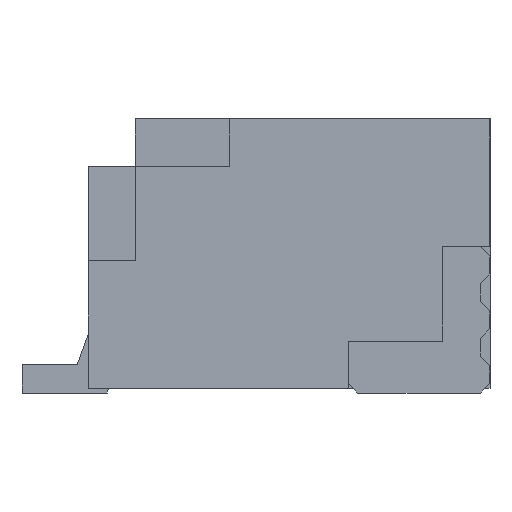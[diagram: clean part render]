
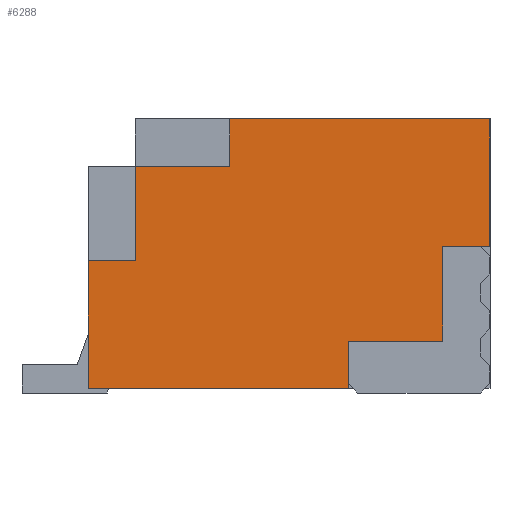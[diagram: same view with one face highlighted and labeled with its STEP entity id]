
A CAD part, left-side view. The second image highlights one B-rep face of the part: STEP entity #6288.
In plain terms, the highlighted planar face has unit normal (-1, 0, 0).
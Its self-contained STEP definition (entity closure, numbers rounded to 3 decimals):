
#236=FACE_OUTER_BOUND('',#569,.T.);
#569=EDGE_LOOP('',(#4937,#4938,#4939,#4940,#4941,#4942,#4943,#4944,#4945,
#4946,#4947,#4948));
#1127=LINE('',#9109,#1987);
#1157=LINE('',#9169,#2017);
#1207=LINE('',#9271,#2067);
#1212=LINE('',#9280,#2072);
#1214=LINE('',#9284,#2074);
#1215=LINE('',#9287,#2075);
#1218=LINE('',#9293,#2078);
#1222=LINE('',#9301,#2082);
#1225=LINE('',#9307,#2085);
#1235=LINE('',#9325,#2095);
#1270=LINE('',#9395,#2130);
#1271=LINE('',#9397,#2131);
#1987=VECTOR('',#7481,2.75);
#2017=VECTOR('',#7527,1.35);
#2067=VECTOR('',#7609,0.5);
#2072=VECTOR('',#7616,1.);
#2074=VECTOR('',#7620,1.);
#2075=VECTOR('',#7623,0.5);
#2078=VECTOR('',#7628,1.);
#2082=VECTOR('',#7636,1.);
#2085=VECTOR('',#7641,0.5);
#2095=VECTOR('',#7659,0.5);
#2130=VECTOR('',#7698,1.35);
#2131=VECTOR('',#7701,2.75);
#2706=VERTEX_POINT('',#9106);
#2707=VERTEX_POINT('',#9108);
#2724=VERTEX_POINT('',#9157);
#2764=VERTEX_POINT('',#9268);
#2765=VERTEX_POINT('',#9270);
#2768=VERTEX_POINT('',#9278);
#2769=VERTEX_POINT('',#9282);
#2770=VERTEX_POINT('',#9286);
#2772=VERTEX_POINT('',#9292);
#2774=VERTEX_POINT('',#9300);
#2776=VERTEX_POINT('',#9306);
#2813=VERTEX_POINT('',#9393);
#3421=EDGE_CURVE('',#2707,#2706,#1127,.T.);
#3451=EDGE_CURVE('',#2724,#2707,#1157,.T.);
#3501=EDGE_CURVE('',#2765,#2764,#1207,.T.);
#3506=EDGE_CURVE('',#2764,#2768,#1212,.T.);
#3508=EDGE_CURVE('',#2768,#2769,#1214,.T.);
#3509=EDGE_CURVE('',#2706,#2770,#1215,.T.);
#3512=EDGE_CURVE('',#2770,#2772,#1218,.T.);
#3516=EDGE_CURVE('',#2772,#2774,#1222,.T.);
#3519=EDGE_CURVE('',#2774,#2776,#1225,.T.);
#3529=EDGE_CURVE('',#2769,#2724,#1235,.T.);
#3564=EDGE_CURVE('',#2776,#2813,#1270,.T.);
#3565=EDGE_CURVE('',#2813,#2765,#1271,.T.);
#4937=ORIENTED_EDGE('',*,*,#3509,.T.);
#4938=ORIENTED_EDGE('',*,*,#3512,.T.);
#4939=ORIENTED_EDGE('',*,*,#3516,.T.);
#4940=ORIENTED_EDGE('',*,*,#3519,.T.);
#4941=ORIENTED_EDGE('',*,*,#3564,.T.);
#4942=ORIENTED_EDGE('',*,*,#3565,.T.);
#4943=ORIENTED_EDGE('',*,*,#3501,.T.);
#4944=ORIENTED_EDGE('',*,*,#3506,.T.);
#4945=ORIENTED_EDGE('',*,*,#3508,.T.);
#4946=ORIENTED_EDGE('',*,*,#3529,.T.);
#4947=ORIENTED_EDGE('',*,*,#3451,.T.);
#4948=ORIENTED_EDGE('',*,*,#3421,.T.);
#5769=PLANE('',#6608);
#6288=ADVANCED_FACE('',(#236),#5769,.T.);
#6608=AXIS2_PLACEMENT_3D('',#9396,#7699,#7700);
#7481=DIRECTION('',(0.,1.,0.));
#7527=DIRECTION('',(0.,0.,1.));
#7609=DIRECTION('',(0.,0.,1.));
#7616=DIRECTION('',(0.,-1.,0.));
#7620=DIRECTION('',(0.,0.,1.));
#7623=DIRECTION('',(0.,0.,-1.));
#7628=DIRECTION('',(0.,1.,0.));
#7636=DIRECTION('',(0.,0.,-1.));
#7641=DIRECTION('',(0.,1.,0.));
#7659=DIRECTION('',(0.,-1.,0.));
#7698=DIRECTION('',(0.,0.,-1.));
#7699=DIRECTION('center_axis',(-1.,0.,0.));
#7700=DIRECTION('ref_axis',(0.,0.,1.));
#7701=DIRECTION('',(0.,-1.,0.));
#9106=CARTESIAN_POINT('',(-4.5,-1.5,2.9));
#9108=CARTESIAN_POINT('',(-4.5,-4.25,2.9));
#9109=CARTESIAN_POINT('',(-4.5,-4.25,2.9));
#9157=CARTESIAN_POINT('',(-4.5,-4.25,1.55));
#9169=CARTESIAN_POINT('',(-4.5,-4.25,0.05));
#9268=CARTESIAN_POINT('',(-4.5,-2.75,0.55));
#9270=CARTESIAN_POINT('',(-4.5,-2.75,0.05));
#9271=CARTESIAN_POINT('',(-4.5,-2.75,1.006));
#9278=CARTESIAN_POINT('',(-4.5,-3.75,0.55));
#9280=CARTESIAN_POINT('',(-4.5,-2.861,0.55));
#9282=CARTESIAN_POINT('',(-4.5,-3.75,1.55));
#9284=CARTESIAN_POINT('',(-4.5,-3.75,1.506));
#9286=CARTESIAN_POINT('',(-4.5,-1.5,2.4));
#9287=CARTESIAN_POINT('',(-4.5,-1.5,1.931));
#9292=CARTESIAN_POINT('',(-4.5,-0.5,2.4));
#9293=CARTESIAN_POINT('',(-4.5,-1.236,2.4));
#9300=CARTESIAN_POINT('',(-4.5,-0.5,1.4));
#9301=CARTESIAN_POINT('',(-4.5,-0.5,1.431));
#9306=CARTESIAN_POINT('',(-4.5,0.,1.4));
#9307=CARTESIAN_POINT('',(-4.5,-0.986,1.4));
#9325=CARTESIAN_POINT('',(-4.5,-3.111,1.55));
#9393=CARTESIAN_POINT('',(-4.5,0.,0.05));
#9395=CARTESIAN_POINT('',(-4.5,0.,2.4));
#9396=CARTESIAN_POINT('Origin',(-4.5,-1.972,1.463));
#9397=CARTESIAN_POINT('',(-4.5,0.,0.05));
